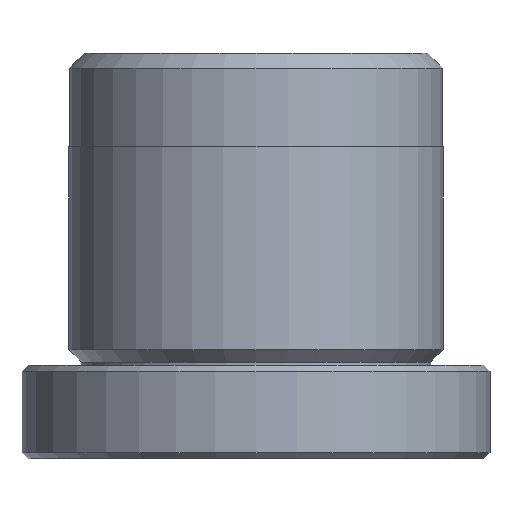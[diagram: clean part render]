
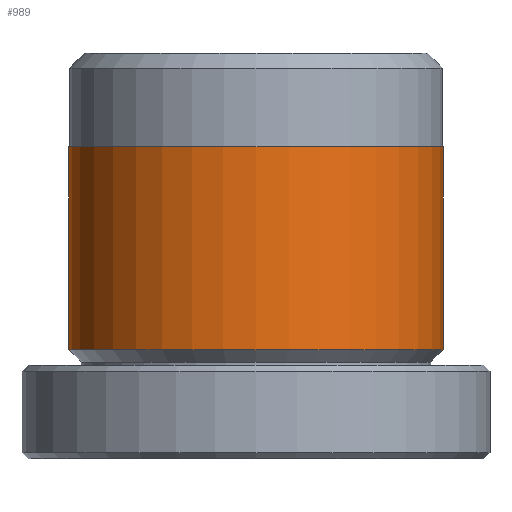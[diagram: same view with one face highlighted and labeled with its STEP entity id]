
A CAD part, front view. The second image highlights one B-rep face of the part: STEP entity #989.
In plain terms, the highlighted cylindrical face has radius 6 mm (diameter 12 mm), a partial arc.
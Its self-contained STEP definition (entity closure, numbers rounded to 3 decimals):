
#8 = AXIS2_PLACEMENT_3D ( 'NONE', #1117, #244, #1250 ) ;
#17 = AXIS2_PLACEMENT_3D ( 'NONE', #1791, #1120, #821 ) ;
#97 = LINE ( 'NONE', #1080, #1245 ) ;
#132 = DIRECTION ( 'NONE',  ( -1., 0., 0. ) ) ;
#159 = VERTEX_POINT ( 'NONE', #673 ) ;
#213 = DIRECTION ( 'NONE',  ( 0., 0., -1. ) ) ;
#244 = DIRECTION ( 'NONE',  ( 0., 0., 1. ) ) ;
#271 = VERTEX_POINT ( 'NONE', #1792 ) ;
#283 = EDGE_CURVE ( 'NONE', #1291, #1240, #97, .T. ) ;
#294 = ORIENTED_EDGE ( 'NONE', *, *, #1699, .F. ) ;
#332 = VECTOR ( 'NONE', #1784, 1000. ) ;
#383 = LINE ( 'NONE', #1099, #332 ) ;
#534 = EDGE_CURVE ( 'NONE', #1240, #159, #932, .T. ) ;
#673 = CARTESIAN_POINT ( 'NONE',  ( -6., 0., 3.5 ) ) ;
#677 = AXIS2_PLACEMENT_3D ( 'NONE', #1819, #999, #132 ) ;
#740 = ORIENTED_EDGE ( 'NONE', *, *, #967, .T. ) ;
#772 = ORIENTED_EDGE ( 'NONE', *, *, #283, .F. ) ;
#791 = EDGE_LOOP ( 'NONE', ( #772, #294, #740, #871 ) ) ;
#821 = DIRECTION ( 'NONE',  ( -1., 0., 0. ) ) ;
#871 = ORIENTED_EDGE ( 'NONE', *, *, #534, .F. ) ;
#932 = CIRCLE ( 'NONE', #677, 6. ) ;
#967 = EDGE_CURVE ( 'NONE', #271, #159, #383, .T. ) ;
#989 = ADVANCED_FACE ( 'NONE', ( #1434 ), #1026, .T. ) ;
#999 = DIRECTION ( 'NONE',  ( 0., 0., -1. ) ) ;
#1026 = CYLINDRICAL_SURFACE ( 'NONE', #17, 6. ) ;
#1080 = CARTESIAN_POINT ( 'NONE',  ( 6., 0., 13. ) ) ;
#1099 = CARTESIAN_POINT ( 'NONE',  ( -6., 0., 13. ) ) ;
#1117 = CARTESIAN_POINT ( 'NONE',  ( 0., 0., 10. ) ) ;
#1120 = DIRECTION ( 'NONE',  ( 0., 0., -1. ) ) ;
#1150 = CARTESIAN_POINT ( 'NONE',  ( 6., 0., 3.5 ) ) ;
#1240 = VERTEX_POINT ( 'NONE', #1150 ) ;
#1245 = VECTOR ( 'NONE', #213, 1000. ) ;
#1250 = DIRECTION ( 'NONE',  ( 1., 0., 0. ) ) ;
#1291 = VERTEX_POINT ( 'NONE', #1566 ) ;
#1434 = FACE_OUTER_BOUND ( 'NONE', #791, .T. ) ;
#1465 = CIRCLE ( 'NONE', #8, 6. ) ;
#1566 = CARTESIAN_POINT ( 'NONE',  ( 6., 0., 10. ) ) ;
#1699 = EDGE_CURVE ( 'NONE', #271, #1291, #1465, .T. ) ;
#1784 = DIRECTION ( 'NONE',  ( 0., 0., -1. ) ) ;
#1791 = CARTESIAN_POINT ( 'NONE',  ( 0., 0., 13. ) ) ;
#1792 = CARTESIAN_POINT ( 'NONE',  ( -6., 0., 10. ) ) ;
#1819 = CARTESIAN_POINT ( 'NONE',  ( 0., 0., 3.5 ) ) ;
